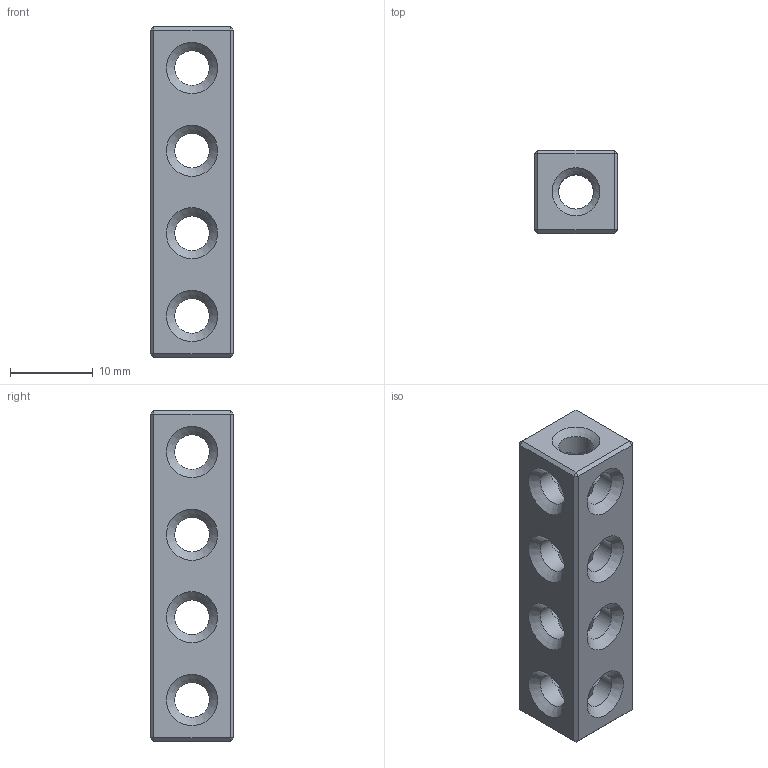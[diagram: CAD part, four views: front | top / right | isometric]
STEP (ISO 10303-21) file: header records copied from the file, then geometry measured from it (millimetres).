
FILE_DESCRIPTION(('FreeCAD Model'),'2;1');
FILE_NAME('Open CASCADE Shape Model','2024-10-01T21:20:54',('Author'),( ''),'Open CASCADE STEP processor 7.7','Ondsel','Unknown');
FILE_SCHEMA(('AUTOMOTIVE_DESIGN { 1 0 10303 214 1 1 1 1 }'));
Length unit declared in the file: millimetre
Products named in the file (1): Body
Bounding box: 10 x 10 x 40 mm (x, y, z)
Volume: 2605.9 mm3; surface area: 2365 mm2
Topology: 1 solids, 1 shells, 65 faces, 203 edges, 124 vertices
Faces by surface type: plane 26, cylinder 21, cone 18
Full cylindrical faces by diameter (mm): 4.2 x21
Entity records: 2371 total; most frequent: DIRECTION 451, ORIENTED_EDGE 406, CARTESIAN_POINT 393, EDGE_CURVE 203, AXIS2_PLACEMENT_3D 182, VERTEX_POINT 124, LINE 87, VECTOR 87
